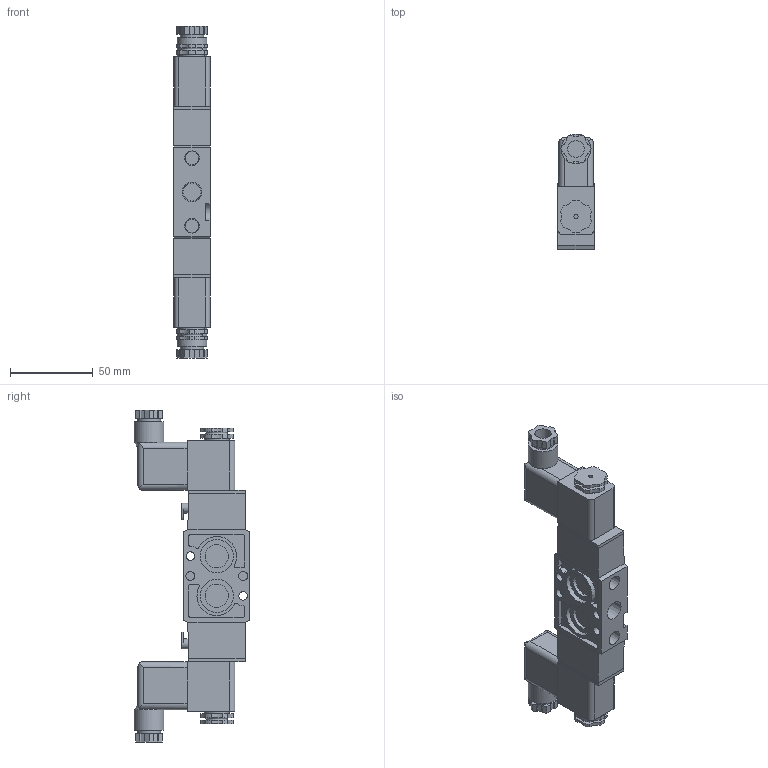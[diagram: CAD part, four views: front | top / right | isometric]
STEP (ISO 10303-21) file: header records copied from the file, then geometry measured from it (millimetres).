
FILE_DESCRIPTION(/* description */ ('STEP AP214'),/* implementation_level */ '2;1');
FILE_NAME(/* name */ 'MVSN-220-4E2-8A-DC24',/* time_stamp */ '2023-01-04T09:26:40+01:00',/* author */ ('License CC BY-ND 4.0'),/* organization */ ('CADENAS'),/* preprocessor_version */ 'ST-DEVELOPER v18.102',/* originating_system */ 'PARTsolutions',/* authorisation */ ' ');
FILE_SCHEMA (('AUTOMOTIVE_DESIGN {1 0 10303 214 3 1 1}'));
Length unit declared in the file: millimetre
Products named in the file (1): MVSN-220-4E2-8A-DC24
Bounding box: 22 x 70 x 201.2 mm (x, y, z)
Volume: 161036.6 mm3; surface area: 34586.4 mm2
Topology: 1 solids, 1 shells, 304 faces, 778 edges, 511 vertices
Faces by surface type: plane 183, cylinder 114, cone 5, torus 2
Full cylindrical faces by diameter (mm): 2.5 x2, 5.2 x2, 5.5 x2, 6 x2, 8 x2, 10 x2, 14 x4, 15 x2, 18 x2, 20 x2
Entity records: 9116 total; most frequent: CARTESIAN_POINT 1603, DIRECTION 1596, ORIENTED_EDGE 1492, EDGE_CURVE 746, AXIS2_PLACEMENT_3D 551, VERTEX_POINT 506, LINE 494, VECTOR 494
